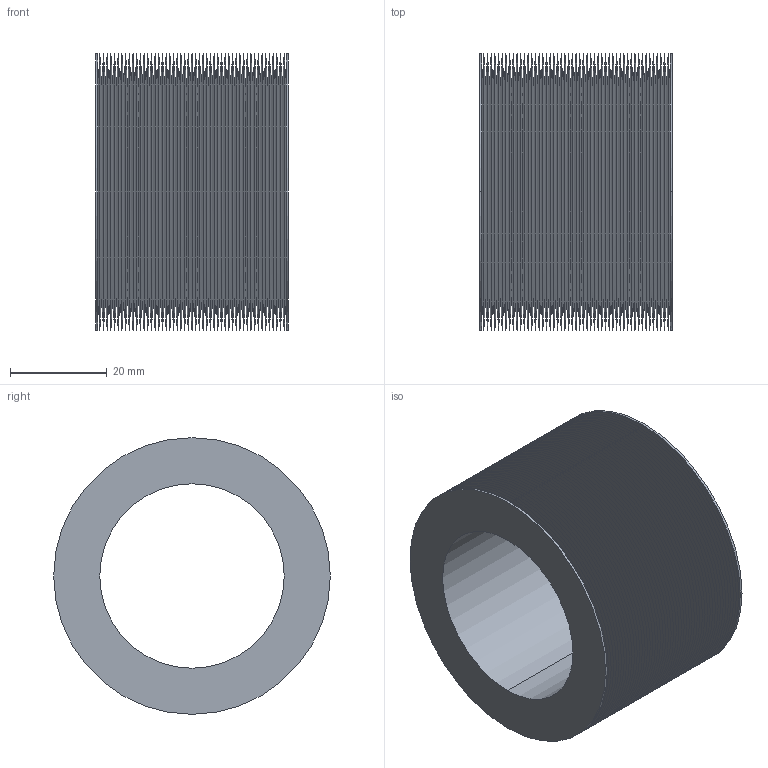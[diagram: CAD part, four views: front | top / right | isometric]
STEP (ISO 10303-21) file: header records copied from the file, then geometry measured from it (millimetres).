
FILE_DESCRIPTION (( 'STEP AP203' ), '1' );
FILE_NAME ('471021.STEP', '2024-03-06T02:50:41', ( '' ), ( '' ), 'SwSTEP 2.0', 'SolidWorks 2022', '' );
FILE_SCHEMA (( 'CONFIG_CONTROL_DESIGN' ));
Length unit declared in the file: inch
Products named in the file (1): 471021
Bounding box: 39.88 x 57.15 x 57.15 mm (x, y, z)
Volume: 34447.9 mm3; surface area: 122458.2 mm2
Topology: 1 solids, 1 shells, 214 faces, 428 edges, 218 vertices
Faces by surface type: cone 204, cylinder 6, plane 4
Entity records: 5457 total; most frequent: DIRECTION 1076, CARTESIAN_POINT 861, ORIENTED_EDGE 856, AXIS2_PLACEMENT_3D 433, EDGE_CURVE 428, EDGE_LOOP 218, CIRCLE 218, VERTEX_POINT 218
